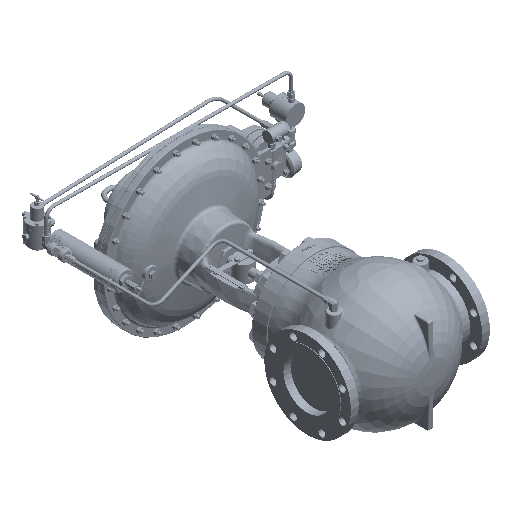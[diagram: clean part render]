
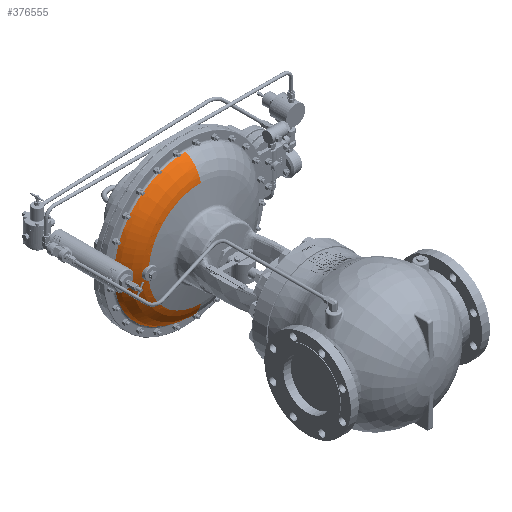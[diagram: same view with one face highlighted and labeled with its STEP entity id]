
A CAD part, isometric view. The second image highlights one B-rep face of the part: STEP entity #376555.
In plain terms, the highlighted toroidal (fillet/blend) face has major radius 150.8 mm and minor radius 88.9 mm.
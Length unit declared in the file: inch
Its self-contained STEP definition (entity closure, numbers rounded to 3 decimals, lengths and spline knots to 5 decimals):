
#1571 = CARTESIAN_POINT ( 'NONE',  ( -6.58325, 11.06975, 0.80487 ) ) ;
#4180 = CARTESIAN_POINT ( 'NONE',  ( -7.28802, 11.27126, -0.05018 ) ) ;
#4190 = ORIENTED_EDGE ( 'NONE', *, *, #95790, .F. ) ;
#5890 = ORIENTED_EDGE ( 'NONE', *, *, #290176, .F. ) ;
#9469 = CARTESIAN_POINT ( 'NONE',  ( -6.88002, 11.13971, 0.70682 ) ) ;
#22770 = ORIENTED_EDGE ( 'NONE', *, *, #412592, .F. ) ;
#33965 = CARTESIAN_POINT ( 'NONE',  ( -6.74904, 11.10607, -0.76654 ) ) ;
#39310 = CARTESIAN_POINT ( 'NONE',  ( 0., 12.98333, -9.09132 ) ) ;
#44547 = CARTESIAN_POINT ( 'NONE',  ( -7.24365, 11.25501, 0.26723 ) ) ;
#48854 = DIRECTION ( 'NONE',  ( -1., 0., 0. ) ) ;
#49843 = CARTESIAN_POINT ( 'NONE',  ( -7.0178, 11.17951, 0.60903 ) ) ;
#55796 = AXIS2_PLACEMENT_3D ( 'NONE', #180627, #48854, #508202 ) ;
#61507 = AXIS2_PLACEMENT_3D ( 'NONE', #432209, #185190, #228157 ) ;
#67840 = CARTESIAN_POINT ( 'NONE',  ( -6.58325, 11.06975, 0.80487 ) ) ;
#82233 = CARTESIAN_POINT ( 'NONE',  ( -7.10083, 11.20592, -0.52133 ) ) ;
#90112 = CARTESIAN_POINT ( 'NONE',  ( -7.28255, 11.26924, 0.09815 ) ) ;
#91338 = DIRECTION ( 'NONE',  ( 0., -1., 0. ) ) ;
#92803 = CARTESIAN_POINT ( 'NONE',  ( -6.6317, 11.07958, 0.79781 ) ) ;
#95790 = EDGE_CURVE ( 'NONE', #170257, #474998, #103054, .T. ) ;
#103054 = CIRCLE ( 'NONE', #395128, 6.63227 ) ;
#115115 = DIRECTION ( 'NONE',  ( 0., 0., -1. ) ) ;
#115582 = CIRCLE ( 'NONE', #55796, 3.5 ) ;
#122893 = CARTESIAN_POINT ( 'NONE',  ( 0., 12.98333, 9.09132 ) ) ;
#125195 = CARTESIAN_POINT ( 'NONE',  ( -7.21754, 11.24565, -0.33606 ) ) ;
#125746 = B_SPLINE_CURVE_WITH_KNOTS ( 'NONE', 3,
 ( #321598, #326842, #316288, #33965, #480109, #152393, #198043, #445225, #490728, #525657, #439893, #82233, #157653, #246323, #356702, #168310, #125195, #130463, #329514, #294521, #493336, #133143, #4180, #334805, #458478, #90112, #127798, #299853, #372558, #337470, #44547, #412700, #211281, #369914, #417996, #251596, #135778, #501215, #49843, #297229, #461094, #377855, #9469, #289278, #453183, #254272, #213947, #92803, #256919, #1571 ),
 .UNSPECIFIED., .F., .F.,
 ( 4, 2, 2, 2, 2, 2, 2, 2, 2, 2, 2, 2, 2, 2, 2, 2, 2, 2, 2, 2, 2, 2, 2, 2, 4 ),
 ( 0., 0.00379, 0.00568, 0.00758, 0.01136, 0.01515, 0.01705, 0.01894, 0.02273, 0.02462, 0.02652, 0.03031, 0.0322, 0.03409, 0.03599, 0.03788, 0.04167, 0.04356, 0.04546, 0.04925, 0.05114, 0.05303, 0.05682, 0.05872, 0.06061 ),
 .UNSPECIFIED. ) ;
#127798 = CARTESIAN_POINT ( 'NONE',  ( -7.27918, 11.26799, 0.12293 ) ) ;
#129782 = EDGE_CURVE ( 'NONE', #335190, #449624, #160761, .T. ) ;
#130463 = CARTESIAN_POINT ( 'NONE',  ( -7.24352, 11.25497, -0.26758 ) ) ;
#133143 = CARTESIAN_POINT ( 'NONE',  ( -7.28355, 11.2696, -0.09925 ) ) ;
#135778 = CARTESIAN_POINT ( 'NONE',  ( -7.10079, 11.20591, 0.52138 ) ) ;
#147492 = CIRCLE ( 'NONE', #61507, 3.5 ) ;
#152393 = CARTESIAN_POINT ( 'NONE',  ( -6.81635, 11.12283, -0.73943 ) ) ;
#157653 = CARTESIAN_POINT ( 'NONE',  ( -7.11597, 11.2109, -0.50252 ) ) ;
#160761 = CIRCLE ( 'NONE', #384108, 9.09132 ) ;
#168310 = CARTESIAN_POINT ( 'NONE',  ( -7.19626, 11.23812, -0.3799 ) ) ;
#170257 = VERTEX_POINT ( 'NONE', #260452 ) ;
#180627 = CARTESIAN_POINT ( 'NONE',  ( 0., 14.5, -5.937 ) ) ;
#183559 = CIRCLE ( 'NONE', #526594, 6.63227 ) ;
#185190 = DIRECTION ( 'NONE',  ( 1., 0., 0. ) ) ;
#195915 = FACE_OUTER_BOUND ( 'NONE', #517738, .T. ) ;
#198043 = CARTESIAN_POINT ( 'NONE',  ( -6.83804, 11.12847, -0.72912 ) ) ;
#211281 = CARTESIAN_POINT ( 'NONE',  ( -7.19607, 11.23806, 0.38022 ) ) ;
#213947 = CARTESIAN_POINT ( 'NONE',  ( -6.67943, 11.08993, 0.78741 ) ) ;
#214683 = EDGE_CURVE ( 'NONE', #449624, #429398, #115582, .T. ) ;
#219609 = CARTESIAN_POINT ( 'NONE',  ( 0., 11.06975, 0. ) ) ;
#222278 = DIRECTION ( 'NONE',  ( 0., 0., -1. ) ) ;
#222904 = ORIENTED_EDGE ( 'NONE', *, *, #129782, .T. ) ;
#227146 = DIRECTION ( 'NONE',  ( 0., -1., 0. ) ) ;
#228157 = DIRECTION ( 'NONE',  ( 0., 0., -1. ) ) ;
#233490 = CARTESIAN_POINT ( 'NONE',  ( -6.58325, 11.06975, -0.80487 ) ) ;
#236295 = CARTESIAN_POINT ( 'NONE',  ( 0., 14.5, 0. ) ) ;
#246323 = CARTESIAN_POINT ( 'NONE',  ( -7.14466, 11.22047, -0.46337 ) ) ;
#251596 = CARTESIAN_POINT ( 'NONE',  ( -7.11617, 11.21096, 0.50227 ) ) ;
#254272 = CARTESIAN_POINT ( 'NONE',  ( -6.70299, 11.09526, 0.78111 ) ) ;
#256919 = CARTESIAN_POINT ( 'NONE',  ( -6.60759, 11.07458, 0.8019 ) ) ;
#260452 = CARTESIAN_POINT ( 'NONE',  ( 0., 11.06975, 6.63227 ) ) ;
#287896 = DIRECTION ( 'NONE',  ( 0., 0., -1. ) ) ;
#289278 = CARTESIAN_POINT ( 'NONE',  ( -6.8163, 11.12265, 0.74065 ) ) ;
#290176 = EDGE_CURVE ( 'NONE', #310907, #429398, #183559, .T. ) ;
#294521 = CARTESIAN_POINT ( 'NONE',  ( -7.26447, 11.26258, -0.1968 ) ) ;
#297229 = CARTESIAN_POINT ( 'NONE',  ( -6.96113, 11.16266, 0.65384 ) ) ;
#299853 = CARTESIAN_POINT ( 'NONE',  ( -7.27026, 11.2647, 0.17173 ) ) ;
#310907 = VERTEX_POINT ( 'NONE', #233490 ) ;
#316288 = CARTESIAN_POINT ( 'NONE',  ( -6.67943, 11.08974, -0.78856 ) ) ;
#321598 = CARTESIAN_POINT ( 'NONE',  ( -6.58325, 11.06975, -0.80487 ) ) ;
#326842 = CARTESIAN_POINT ( 'NONE',  ( -6.63192, 11.0794, -0.79893 ) ) ;
#329514 = CARTESIAN_POINT ( 'NONE',  ( -7.25119, 11.25774, -0.2443 ) ) ;
#333384 = AXIS2_PLACEMENT_3D ( 'NONE', #236295, #400060, #115115 ) ;
#334805 = CARTESIAN_POINT ( 'NONE',  ( -7.28809, 11.27129, 0.02381 ) ) ;
#335105 = ORIENTED_EDGE ( 'NONE', *, *, #214683, .T. ) ;
#335190 = VERTEX_POINT ( 'NONE', #122893 ) ;
#337470 = CARTESIAN_POINT ( 'NONE',  ( -7.25142, 11.25783, 0.24355 ) ) ;
#348008 = CARTESIAN_POINT ( 'NONE',  ( 0., 11.06975, 0. ) ) ;
#356702 = CARTESIAN_POINT ( 'NONE',  ( -7.15828, 11.22508, -0.44295 ) ) ;
#369914 = CARTESIAN_POINT ( 'NONE',  ( -7.15847, 11.22515, 0.44263 ) ) ;
#372558 = CARTESIAN_POINT ( 'NONE',  ( -7.2647, 11.26267, 0.19585 ) ) ;
#376555 = ADVANCED_FACE ( 'NONE', ( #195915 ), #530776, .T. ) ;
#377855 = CARTESIAN_POINT ( 'NONE',  ( -6.90082, 11.14544, 0.69456 ) ) ;
#384108 = AXIS2_PLACEMENT_3D ( 'NONE', #395538, #91338, #287896 ) ;
#391417 = DIRECTION ( 'NONE',  ( 0., -1., 0. ) ) ;
#395128 = AXIS2_PLACEMENT_3D ( 'NONE', #348008, #227146, #425921 ) ;
#395538 = CARTESIAN_POINT ( 'NONE',  ( 0., 12.98333, 0. ) ) ;
#400060 = DIRECTION ( 'NONE',  ( 0., -1., 0. ) ) ;
#412592 = EDGE_CURVE ( 'NONE', #335190, #170257, #147492, .T. ) ;
#412700 = CARTESIAN_POINT ( 'NONE',  ( -7.21742, 11.24561, 0.33641 ) ) ;
#417996 = CARTESIAN_POINT ( 'NONE',  ( -7.14501, 11.22058, 0.46288 ) ) ;
#425921 = DIRECTION ( 'NONE',  ( 0., 0., -1. ) ) ;
#429398 = VERTEX_POINT ( 'NONE', #497137 ) ;
#432209 = CARTESIAN_POINT ( 'NONE',  ( 0., 14.5, 5.937 ) ) ;
#439893 = CARTESIAN_POINT ( 'NONE',  ( -7.05309, 11.19052, -0.57554 ) ) ;
#445225 = CARTESIAN_POINT ( 'NONE',  ( -6.90157, 11.14548, -0.69535 ) ) ;
#449624 = VERTEX_POINT ( 'NONE', #39310 ) ;
#453183 = CARTESIAN_POINT ( 'NONE',  ( -6.77207, 11.11147, 0.75924 ) ) ;
#458478 = CARTESIAN_POINT ( 'NONE',  ( -7.28701, 11.27089, 0.04855 ) ) ;
#461094 = CARTESIAN_POINT ( 'NONE',  ( -6.94153, 11.15696, 0.66796 ) ) ;
#474998 = VERTEX_POINT ( 'NONE', #67840 ) ;
#480109 = CARTESIAN_POINT ( 'NONE',  ( -6.77189, 11.11163, -0.75813 ) ) ;
#490728 = CARTESIAN_POINT ( 'NONE',  ( -6.94191, 11.15694, -0.66904 ) ) ;
#493336 = CARTESIAN_POINT ( 'NONE',  ( -7.2701, 11.26465, -0.17244 ) ) ;
#497137 = CARTESIAN_POINT ( 'NONE',  ( 0., 11.06975, -6.63227 ) ) ;
#499101 = EDGE_CURVE ( 'NONE', #310907, #474998, #125746, .T. ) ;
#501215 = CARTESIAN_POINT ( 'NONE',  ( -7.05271, 11.1904, 0.57594 ) ) ;
#508202 = DIRECTION ( 'NONE',  ( 0., -1., 0. ) ) ;
#517738 = EDGE_LOOP ( 'NONE', ( #22770, #222904, #335105, #5890, #529076, #4190 ) ) ;
#525657 = CARTESIAN_POINT ( 'NONE',  ( -7.01818, 11.17962, -0.60872 ) ) ;
#526594 = AXIS2_PLACEMENT_3D ( 'NONE', #219609, #391417, #222278 ) ;
#529076 = ORIENTED_EDGE ( 'NONE', *, *, #499101, .T. ) ;
#530776 = TOROIDAL_SURFACE ( 'NONE', #333384, 5.937, 3.5 ) ;
